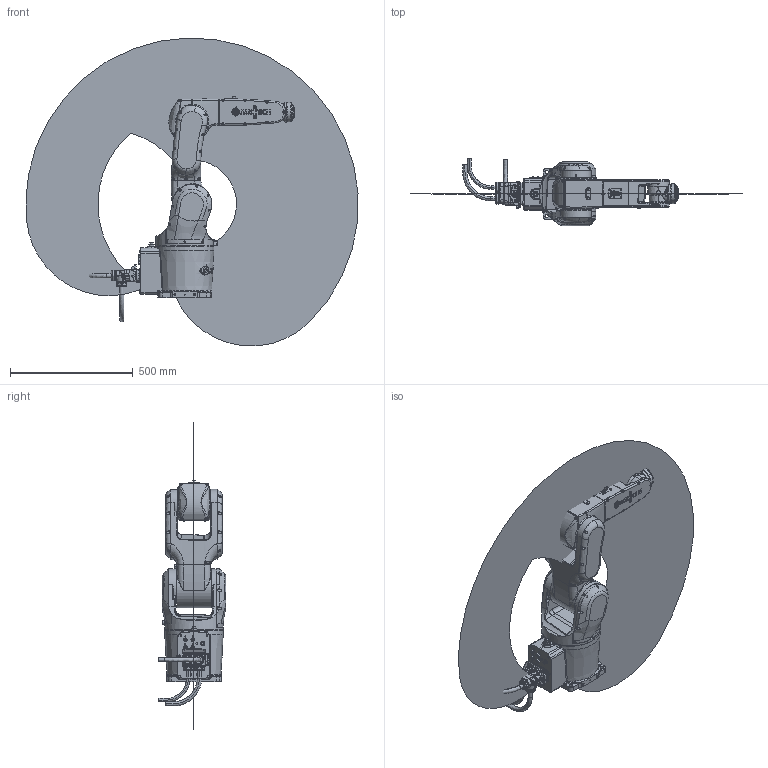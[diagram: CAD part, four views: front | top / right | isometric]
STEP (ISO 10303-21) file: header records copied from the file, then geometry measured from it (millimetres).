
FILE_DESCRIPTION (( 'STEP AP214' ), '1' );
FILE_NAME ('AX-12 R707-3.STEP', '2024-03-25T03:26:39', ( '' ), ( '' ), 'SwSTEP 2.0', 'SolidWorks 2018', '' );
FILE_SCHEMA (( 'AUTOMOTIVE_DESIGN' ));
Length unit declared in the file: millimetre
Products named in the file (11): XB7&12-yao-A^XB12 R707-3(XBC3)_Models(2)_XB12 R707-3(XBC3)_Models; XB12-shuchu-A^XB12 R707-3(XBC3)_Models(2)_XB12 R707-3(XBC3)_Models; XB7&12-shouwan-A^XB12 R707-3(XBC3)_Models(2)_XB12 R707-3(XBC3)_Models; XB7&12-dabi-A^XB12 R707-3(XBC3)_Models(2)_XB12 R707-3(XBC3)_Models; XB7&12-3Dwork-A^XB12 R707-3(XBC3)_Models(2)_XB12 R707-3(XBC3)_Models; XB12 R707-3(XBC3)_Models(2)^XB12 R707-3(XBC3)_Models; AUTECH恅趼LOGO - 萵掛; AX-12 R707-3; XB7&12-base-A^XB12 R707-3(XBC3)_Models(2)_XB12 R707-3(XBC3)_Models; XB7&12-xiaobihou-A^XB12 R707-3(XBC3)_Models(2)_XB12 R707-3(XBC3)_Models; XB7&12-xiaobiqian-Alogo^XB12 R707-3(XBC3)_Models(2)_XB12 R707-3(XBC3)_Models
Assembly tree (11 placements, depth 3):
  AX-12 R707-3
    XB12 R707-3(XBC3)_Models(2)^XB12 R707-3(XBC3)_Models
      XB7&12-base-A^XB12 R707-3(XBC3)_Models(2)_XB12 R707-3(XBC3)_Models
      XB7&12-yao-A^XB12 R707-3(XBC3)_Models(2)_XB12 R707-3(XBC3)_Models
      XB7&12-dabi-A^XB12 R707-3(XBC3)_Models(2)_XB12 R707-3(XBC3)_Models
      XB7&12-xiaobihou-A^XB12 R707-3(XBC3)_Models(2)_XB12 R707-3(XBC3)_Models
      XB7&12-xiaobiqian-Alogo^XB12 R707-3(XBC3)_Models(2)_XB12 R707-3(XBC3)_Models
      XB7&12-shouwan-A^XB12 R707-3(XBC3)_Models(2)_XB12 R707-3(XBC3)_Models
      XB12-shuchu-A^XB12 R707-3(XBC3)_Models(2)_XB12 R707-3(XBC3)_Models
      XB7&12-3Dwork-A^XB12 R707-3(XBC3)_Models(2)_XB12 R707-3(XBC3)_Models
    AUTECH恅趼LOGO - 萵掛  x2
Bounding box: 1351.68 x 276 x 1253.68 mm (x, y, z)
Volume: 30611731.5 mm3; surface area: 2448572.7 mm2
Topology: 33 solids, 43 shells, 4544 faces, 10923 edges, 6559 vertices
Faces by surface type: plane 1406, cylinder 1249, bspline 1015, cone 445, torus 358, sphere 71
Entity records: 207239 total; most frequent: CARTESIAN_POINT 112500, ORIENTED_EDGE 20764, DIRECTION 17885, EDGE_CURVE 10385, AXIS2_PLACEMENT_3D 7187, VERTEX_POINT 6324, EDGE_LOOP 4696, FACE_OUTER_BOUND 4396
